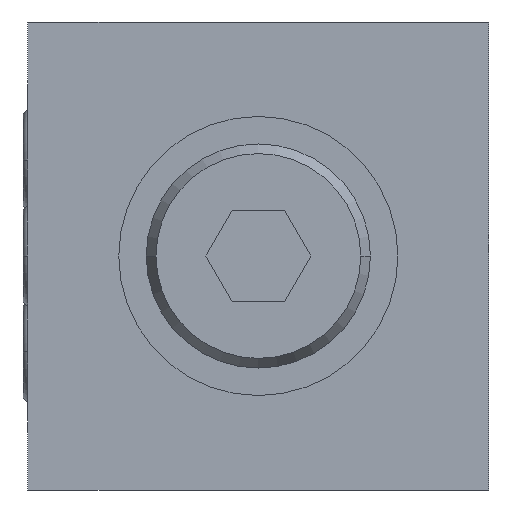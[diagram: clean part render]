
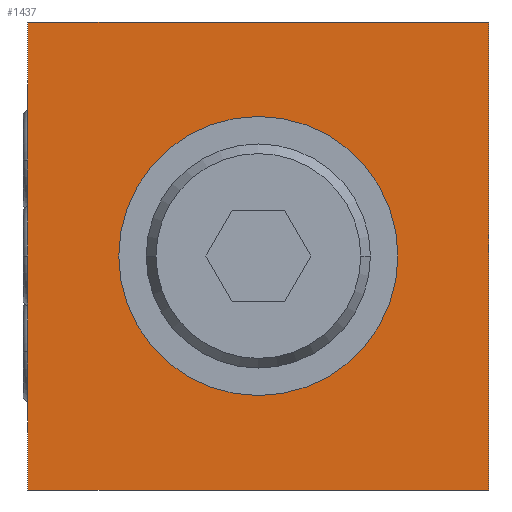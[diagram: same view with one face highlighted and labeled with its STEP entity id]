
A CAD part, front view. The second image highlights one B-rep face of the part: STEP entity #1437.
In plain terms, the highlighted planar face has unit normal (0, -1, 0).
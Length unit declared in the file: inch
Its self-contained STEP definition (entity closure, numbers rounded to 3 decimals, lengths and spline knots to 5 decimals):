
#130=DIRECTION('',(0.,0.,-1.));
#131=VECTOR('',#130,2.);
#132=CARTESIAN_POINT('',(-0.985,-1.8125,1.));
#133=LINE('',#132,#131);
#226=DIRECTION('',(0.,0.,-1.));
#227=VECTOR('',#226,2.);
#228=CARTESIAN_POINT('',(0.985,-1.8125,1.));
#229=LINE('',#228,#227);
#416=DIRECTION('',(1.,0.,0.));
#417=VECTOR('',#416,1.97);
#418=CARTESIAN_POINT('',(-0.985,-1.8125,1.));
#419=LINE('',#418,#417);
#420=CARTESIAN_POINT('',(0.,-1.8125,0.));
#421=DIRECTION('',(0.,-1.,0.));
#422=DIRECTION('',(0.,0.,1.));
#423=AXIS2_PLACEMENT_3D('',#420,#421,#422);
#425=CARTESIAN_POINT('',(0.,-1.8125,0.));
#426=DIRECTION('',(0.,-1.,0.));
#427=DIRECTION('',(0.,0.,-1.));
#428=AXIS2_PLACEMENT_3D('',#425,#426,#427);
#430=DIRECTION('',(1.,0.,0.));
#431=VECTOR('',#430,1.97);
#432=CARTESIAN_POINT('',(-0.985,-1.8125,-1.));
#433=LINE('',#432,#431);
#1030=CARTESIAN_POINT('',(-0.985,-1.8125,1.));
#1031=VERTEX_POINT('',#1030);
#1032=CARTESIAN_POINT('',(-0.985,-1.8125,-1.));
#1033=VERTEX_POINT('',#1032);
#1038=CARTESIAN_POINT('',(0.985,-1.8125,1.));
#1039=VERTEX_POINT('',#1038);
#1040=CARTESIAN_POINT('',(0.985,-1.8125,-1.));
#1041=VERTEX_POINT('',#1040);
#1197=CARTESIAN_POINT('',(0.,-1.8125,0.5965));
#1198=CARTESIAN_POINT('',(0.,-1.8125,-0.5965));
#1199=VERTEX_POINT('',#1197);
#1200=VERTEX_POINT('',#1198);
#1419=CARTESIAN_POINT('',(-0.985,-1.8125,1.));
#1420=DIRECTION('',(0.,-1.,0.));
#1421=DIRECTION('',(0.,0.,-1.));
#1422=AXIS2_PLACEMENT_3D('',#1419,#1420,#1421);
#1423=PLANE('',#1422);
#1424=ORIENTED_EDGE('',*,*,#1239,.F.);
#1425=ORIENTED_EDGE('',*,*,#1407,.T.);
#1426=ORIENTED_EDGE('',*,*,#1310,.T.);
#1428=ORIENTED_EDGE('',*,*,#1427,.F.);
#1429=EDGE_LOOP('',(#1424,#1425,#1426,#1428));
#1430=FACE_OUTER_BOUND('',#1429,.F.);
#1432=ORIENTED_EDGE('',*,*,#1431,.T.);
#1434=ORIENTED_EDGE('',*,*,#1433,.T.);
#1435=EDGE_LOOP('',(#1432,#1434));
#1436=FACE_BOUND('',#1435,.F.);
#1437=ADVANCED_FACE('',(#1430,#1436),#1423,.T.);
#424=CIRCLE('',#423,0.5965);
#429=CIRCLE('',#428,0.5965);
#1239=EDGE_CURVE('',#1031,#1033,#133,.T.);
#1310=EDGE_CURVE('',#1039,#1041,#229,.T.);
#1407=EDGE_CURVE('',#1031,#1039,#419,.T.);
#1427=EDGE_CURVE('',#1033,#1041,#433,.T.);
#1431=EDGE_CURVE('',#1199,#1200,#424,.T.);
#1433=EDGE_CURVE('',#1200,#1199,#429,.T.);
